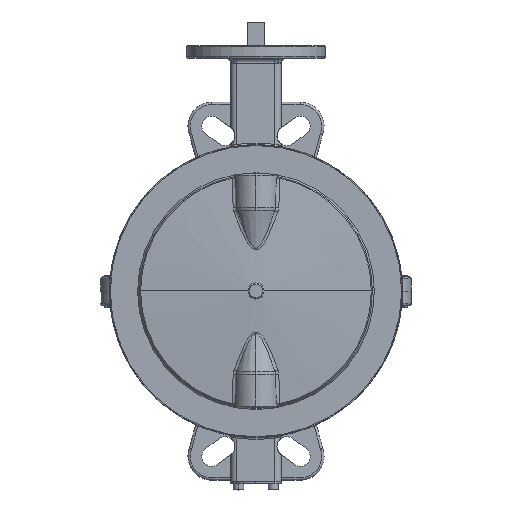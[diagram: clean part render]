
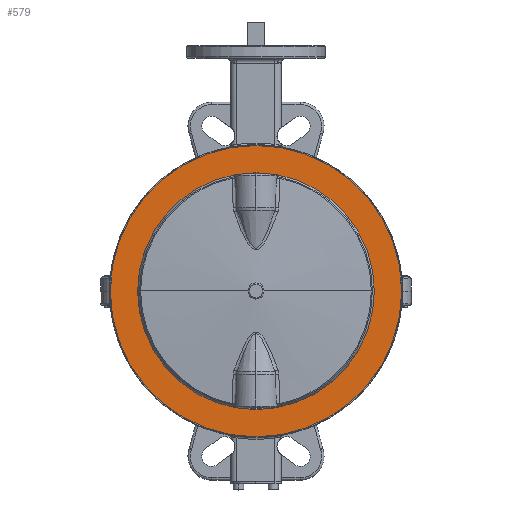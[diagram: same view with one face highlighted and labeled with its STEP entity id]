
A CAD part, top view. The second image highlights one B-rep face of the part: STEP entity #579.
In plain terms, the highlighted planar face has unit normal (0, 0, 1).
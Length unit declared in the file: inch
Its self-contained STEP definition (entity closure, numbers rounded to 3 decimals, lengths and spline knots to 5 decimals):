
#579 = ADVANCED_FACE ( 'NONE', ( #38902, #8552 ), #23865, .T. ) ;
#1132 = AXIS2_PLACEMENT_3D ( 'NONE', #38275, #2086, #35493 ) ;
#1207 = EDGE_LOOP ( 'NONE', ( #13455, #36444 ) ) ;
#2086 = DIRECTION ( 'NONE',  ( 0., 0., 1. ) ) ;
#2558 = CARTESIAN_POINT ( 'NONE',  ( 0.32532, 0., 2.95276 ) ) ;
#2667 = AXIS2_PLACEMENT_3D ( 'NONE', #20030, #35142, #32157 ) ;
#4433 = AXIS2_PLACEMENT_3D ( 'NONE', #6869, #9683, #24203 ) ;
#5275 = DIRECTION ( 'NONE',  ( 0., 1., 0. ) ) ;
#6869 = CARTESIAN_POINT ( 'NONE',  ( 0.32532, 0., 2.95276 ) ) ;
#8101 = EDGE_LOOP ( 'NONE', ( #31412, #10608 ) ) ;
#8552 = FACE_BOUND ( 'NONE', #8101, .T. ) ;
#9683 = DIRECTION ( 'NONE',  ( 0., 0., 1. ) ) ;
#10443 = CARTESIAN_POINT ( 'NONE',  ( 0.32532, 7.24409, 2.95276 ) ) ;
#10608 = ORIENTED_EDGE ( 'NONE', *, *, #25178, .F. ) ;
#13455 = ORIENTED_EDGE ( 'NONE', *, *, #28794, .T. ) ;
#15608 = CARTESIAN_POINT ( 'NONE',  ( 0.32532, 5.88583, 2.95276 ) ) ;
#16005 = CIRCLE ( 'NONE', #2667, 5.88583 ) ;
#17983 = DIRECTION ( 'NONE',  ( 0., 0., 1. ) ) ;
#18283 = CIRCLE ( 'NONE', #1132, 7.24409 ) ;
#18360 = CARTESIAN_POINT ( 'NONE',  ( 0.32532, -7.24409, 2.95276 ) ) ;
#19524 = VERTEX_POINT ( 'NONE', #25310 ) ;
#20030 = CARTESIAN_POINT ( 'NONE',  ( 0.32532, 0., 2.95276 ) ) ;
#21007 = CIRCLE ( 'NONE', #34283, 7.24409 ) ;
#21013 = CARTESIAN_POINT ( 'NONE',  ( 0.32532, 0., 2.95276 ) ) ;
#21591 = CIRCLE ( 'NONE', #4433, 5.88583 ) ;
#22767 = VERTEX_POINT ( 'NONE', #18360 ) ;
#23865 = PLANE ( 'NONE',  #35779 ) ;
#24203 = DIRECTION ( 'NONE',  ( 0., 1., 0. ) ) ;
#25178 = EDGE_CURVE ( 'NONE', #30514, #19524, #21591, .T. ) ;
#25310 = CARTESIAN_POINT ( 'NONE',  ( 0.32532, -5.88583, 2.95276 ) ) ;
#26811 = DIRECTION ( 'NONE',  ( 0., 0., 1. ) ) ;
#27376 = EDGE_CURVE ( 'NONE', #34328, #22767, #18283, .T. ) ;
#28794 = EDGE_CURVE ( 'NONE', #22767, #34328, #21007, .T. ) ;
#30514 = VERTEX_POINT ( 'NONE', #15608 ) ;
#31412 = ORIENTED_EDGE ( 'NONE', *, *, #34136, .F. ) ;
#32023 = DIRECTION ( 'NONE',  ( 0., 1., 0. ) ) ;
#32157 = DIRECTION ( 'NONE',  ( 0., 1., 0. ) ) ;
#34136 = EDGE_CURVE ( 'NONE', #19524, #30514, #16005, .T. ) ;
#34283 = AXIS2_PLACEMENT_3D ( 'NONE', #21013, #17983, #5275 ) ;
#34328 = VERTEX_POINT ( 'NONE', #10443 ) ;
#35142 = DIRECTION ( 'NONE',  ( 0., 0., 1. ) ) ;
#35493 = DIRECTION ( 'NONE',  ( 0., 1., 0. ) ) ;
#35779 = AXIS2_PLACEMENT_3D ( 'NONE', #2558, #26811, #32023 ) ;
#36444 = ORIENTED_EDGE ( 'NONE', *, *, #27376, .T. ) ;
#38275 = CARTESIAN_POINT ( 'NONE',  ( 0.32532, 0., 2.95276 ) ) ;
#38902 = FACE_OUTER_BOUND ( 'NONE', #1207, .T. ) ;
